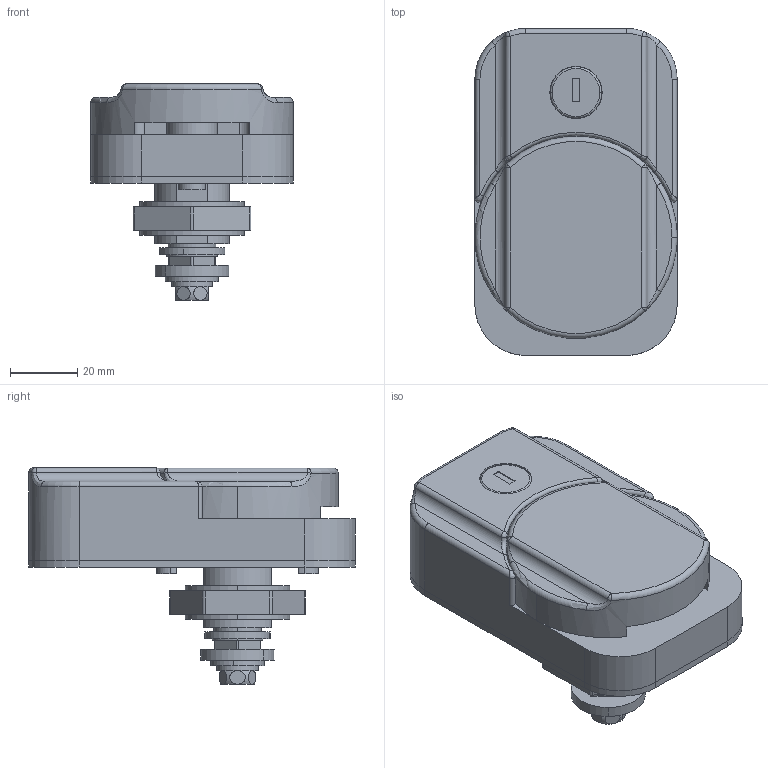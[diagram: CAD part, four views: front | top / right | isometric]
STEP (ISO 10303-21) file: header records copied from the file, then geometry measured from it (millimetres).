
FILE_DESCRIPTION (( 'STEP AP203' ), '1' );
FILE_NAME ('A-372-F-1.STEP', '2012-11-26T09:12:51', ( '11sw' ), ( 'タキゲン製造株式会社' ), 'SwSTEP 2.0', 'SolidWorks 2011', '' );
FILE_SCHEMA (( 'CONFIG_CONTROL_DESIGN' ));
Length unit declared in the file: millimetre
Products named in the file (11): A-372-F-1; 廫帤寠晅偒榋妏儃儖僩M6_M6亊16; スプリングワッシャーM6_JIS B 1251 No.2 6; A-372-F-1角穴ワッシャー_; A-372-F-1儚僢僔儍乕_; C-372-F-1Cリング止めワッシャ_; A-372-F-1六角ナット_; 0200_公開用_0200-4-2; A-372-F-1僷僢僉儞_; A-372-F-1カバー_; A-372-F-1ボデー_
Assembly tree (10 placements, depth 2):
  A-372-F-1
    0200_公開用_0200-4-2
    A-372-F-1ボデー_
    廫帤寠晅偒榋妏儃儖僩M6_M6亊16
    スプリングワッシャーM6_JIS B 1251 No.2 6
    A-372-F-1角穴ワッシャー_
    A-372-F-1儚僢僔儍乕_
    C-372-F-1Cリング止めワッシャ_
    A-372-F-1六角ナット_
    A-372-F-1僷僢僉儞_
    A-372-F-1カバー_
Bounding box: 60 x 97 x 64.2 mm (x, y, z)
Volume: 150725.6 mm3; surface area: 52050.2 mm2
Topology: 10 solids, 10 shells, 269 faces, 629 edges, 396 vertices
Faces by surface type: plane 113, cylinder 110, torus 20, bspline 12, cone 8, sphere 6
Entity records: 10149 total; most frequent: CARTESIAN_POINT 2661, DIRECTION 1418, ORIENTED_EDGE 1254, EDGE_CURVE 627, AXIS2_PLACEMENT_3D 557, VERTEX_POINT 396, EDGE_LOOP 305, VECTOR 304
